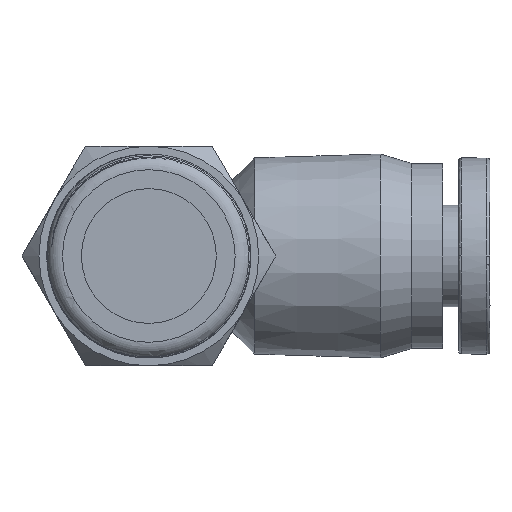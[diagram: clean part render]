
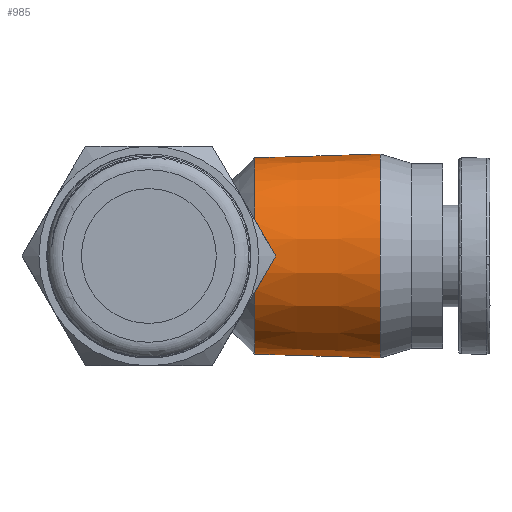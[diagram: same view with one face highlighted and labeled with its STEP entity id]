
A CAD part, front view. The second image highlights one B-rep face of the part: STEP entity #985.
In plain terms, the highlighted conical face has half-angle 1.791 degrees and reference radius 6.5 mm.
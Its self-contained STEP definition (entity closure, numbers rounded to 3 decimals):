
#62=CONICAL_SURFACE('',#1086,6.5,0.031);
#124=FACE_OUTER_BOUND('',#190,.T.);
#190=EDGE_LOOP('',(#798,#799,#800,#801,#802));
#240=CIRCLE('',#1084,6.5);
#241=CIRCLE('',#1085,6.5);
#242=CIRCLE('',#1087,6.25);
#328=LINE('',#2790,#369);
#369=VECTOR('',#1282,6.5);
#442=VERTEX_POINT('',#2783);
#443=VERTEX_POINT('',#2784);
#444=VERTEX_POINT('',#2789);
#564=EDGE_CURVE('',#442,#443,#240,.T.);
#565=EDGE_CURVE('',#443,#442,#241,.T.);
#567=EDGE_CURVE('',#442,#444,#328,.T.);
#568=EDGE_CURVE('',#444,#444,#242,.T.);
#798=ORIENTED_EDGE('',*,*,#564,.T.);
#799=ORIENTED_EDGE('',*,*,#565,.T.);
#800=ORIENTED_EDGE('',*,*,#567,.T.);
#801=ORIENTED_EDGE('',*,*,#568,.F.);
#802=ORIENTED_EDGE('',*,*,#567,.F.);
#985=ADVANCED_FACE('',(#124),#62,.T.);
#1084=AXIS2_PLACEMENT_3D('',#2785,#1275,#1276);
#1085=AXIS2_PLACEMENT_3D('',#2786,#1277,#1278);
#1086=AXIS2_PLACEMENT_3D('',#2788,#1280,#1281);
#1087=AXIS2_PLACEMENT_3D('',#2791,#1283,#1284);
#1275=DIRECTION('center_axis',(-1.,0.,0.));
#1276=DIRECTION('ref_axis',(0.,0.,1.));
#1277=DIRECTION('center_axis',(-1.,0.,0.));
#1278=DIRECTION('ref_axis',(0.,0.,1.));
#1280=DIRECTION('center_axis',(1.,0.,0.));
#1281=DIRECTION('ref_axis',(0.,0.,-1.));
#1282=DIRECTION('',(-1.,0.,-0.031));
#1283=DIRECTION('center_axis',(-1.,0.,0.));
#1284=DIRECTION('ref_axis',(0.,0.,1.));
#2783=CARTESIAN_POINT('',(14.746,19.25,6.5));
#2784=CARTESIAN_POINT('',(14.746,19.25,-6.5));
#2785=CARTESIAN_POINT('Origin',(14.746,19.25,0.));
#2786=CARTESIAN_POINT('Origin',(14.746,19.25,0.));
#2788=CARTESIAN_POINT('Origin',(14.746,19.25,0.));
#2789=CARTESIAN_POINT('',(6.75,19.25,6.25));
#2790=CARTESIAN_POINT('',(14.746,19.25,6.5));
#2791=CARTESIAN_POINT('Origin',(6.75,19.25,0.));
